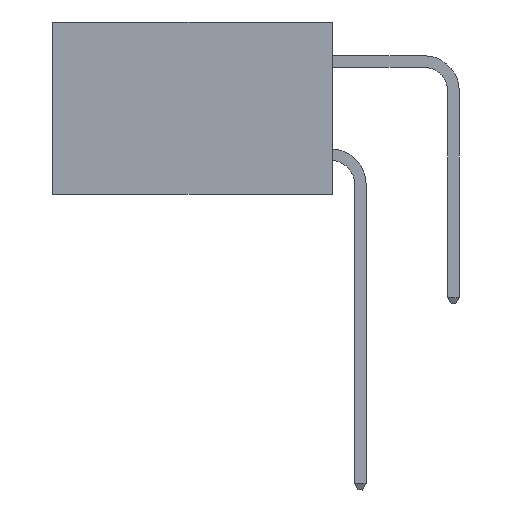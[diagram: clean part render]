
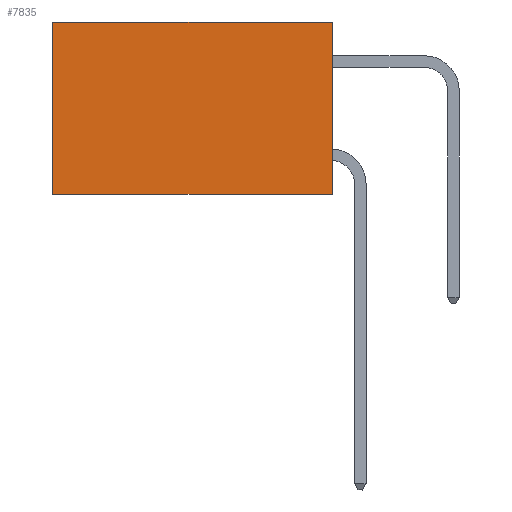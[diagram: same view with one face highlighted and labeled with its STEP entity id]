
A CAD part, left-side view. The second image highlights one B-rep face of the part: STEP entity #7835.
In plain terms, the highlighted planar face has unit normal (-1, 0, 0).
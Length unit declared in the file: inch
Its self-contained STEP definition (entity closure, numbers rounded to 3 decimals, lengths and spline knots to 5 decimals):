
#595 = VECTOR ( 'NONE', #8542, 39.37008 ) ;
#822 = LINE ( 'NONE', #4901, #16319 ) ;
#1004 = CARTESIAN_POINT ( 'NONE',  ( 0.298, 0., 0. ) ) ;
#1078 = LINE ( 'NONE', #15807, #16103 ) ;
#1183 = EDGE_CURVE ( 'NONE', #8551, #13582, #12829, .T. ) ;
#1202 = CARTESIAN_POINT ( 'NONE',  ( 0.298, 0.6, 0. ) ) ;
#1492 = EDGE_CURVE ( 'NONE', #6612, #13582, #1078, .T. ) ;
#1650 = EDGE_CURVE ( 'NONE', #8456, #6612, #822, .T. ) ;
#1887 = DIRECTION ( 'NONE',  ( 0., 0., -1. ) ) ;
#2431 = VECTOR ( 'NONE', #17410, 39.37008 ) ;
#3673 = EDGE_LOOP ( 'NONE', ( #13703, #17274, #13132, #5346 ) ) ;
#4901 = CARTESIAN_POINT ( 'NONE',  ( 0.298, 0., 0. ) ) ;
#5346 = ORIENTED_EDGE ( 'NONE', *, *, #17446, .T. ) ;
#5899 = FACE_OUTER_BOUND ( 'NONE', #3673, .T. ) ;
#6285 = AXIS2_PLACEMENT_3D ( 'NONE', #1004, #18910, #18874 ) ;
#6612 = VERTEX_POINT ( 'NONE', #13478 ) ;
#6775 = CARTESIAN_POINT ( 'NONE',  ( 0.298, 0.6, -0.37 ) ) ;
#7835 = ADVANCED_FACE ( 'NONE', ( #5899 ), #18921, .F. ) ;
#8456 = VERTEX_POINT ( 'NONE', #9925 ) ;
#8542 = DIRECTION ( 'NONE',  ( 0., 0., -1. ) ) ;
#8551 = VERTEX_POINT ( 'NONE', #8831 ) ;
#8815 = CARTESIAN_POINT ( 'NONE',  ( 0.298, 0., 0. ) ) ;
#8831 = CARTESIAN_POINT ( 'NONE',  ( 0.298, 0.6, 0. ) ) ;
#9925 = CARTESIAN_POINT ( 'NONE',  ( 0.298, 0., 0. ) ) ;
#10696 = LINE ( 'NONE', #8815, #2431 ) ;
#12829 = LINE ( 'NONE', #1202, #595 ) ;
#13132 = ORIENTED_EDGE ( 'NONE', *, *, #1650, .F. ) ;
#13478 = CARTESIAN_POINT ( 'NONE',  ( 0.298, 0., -0.37 ) ) ;
#13582 = VERTEX_POINT ( 'NONE', #6775 ) ;
#13703 = ORIENTED_EDGE ( 'NONE', *, *, #1183, .T. ) ;
#14870 = DIRECTION ( 'NONE',  ( 0., 1., 0. ) ) ;
#15807 = CARTESIAN_POINT ( 'NONE',  ( 0.298, 0., -0.37 ) ) ;
#16103 = VECTOR ( 'NONE', #14870, 39.37008 ) ;
#16319 = VECTOR ( 'NONE', #1887, 39.37008 ) ;
#17274 = ORIENTED_EDGE ( 'NONE', *, *, #1492, .F. ) ;
#17410 = DIRECTION ( 'NONE',  ( 0., 1., 0. ) ) ;
#17446 = EDGE_CURVE ( 'NONE', #8456, #8551, #10696, .T. ) ;
#18874 = DIRECTION ( 'NONE',  ( 0., 0., -1. ) ) ;
#18910 = DIRECTION ( 'NONE',  ( 1., 0., 0. ) ) ;
#18921 = PLANE ( 'NONE',  #6285 ) ;
